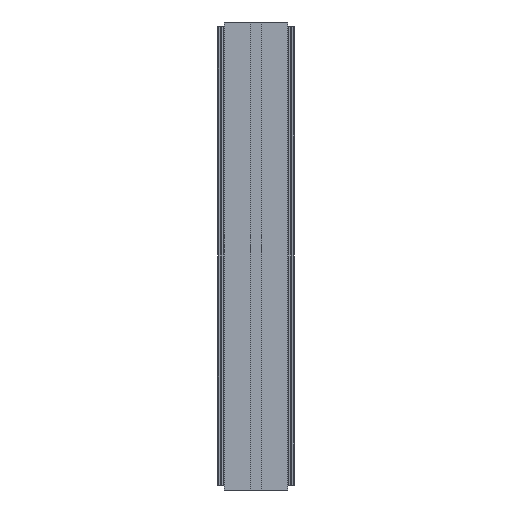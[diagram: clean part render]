
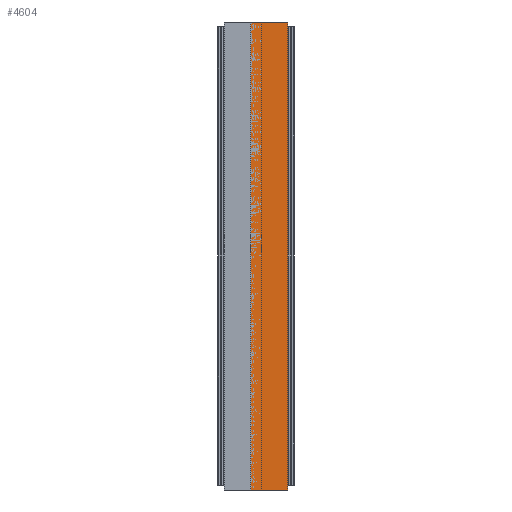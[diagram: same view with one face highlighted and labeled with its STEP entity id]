
A CAD part, front view. The second image highlights one B-rep face of the part: STEP entity #4604.
In plain terms, the highlighted planar face has unit normal (0, -1, 0).
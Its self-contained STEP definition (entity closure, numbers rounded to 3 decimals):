
#4333=DIRECTION('',(0.,0.,1.));
#4334=VECTOR('',#4333,193.7);
#4335=CARTESIAN_POINT('',(-1225.,0.,-96.85));
#4336=LINE('',#4335,#4334);
#4367=DIRECTION('',(1.,0.,0.));
#4368=VECTOR('',#4367,2450.);
#4369=CARTESIAN_POINT('',(-1225.,0.,96.85));
#4370=LINE('',#4369,#4368);
#4409=DIRECTION('',(-1.,0.,0.));
#4410=VECTOR('',#4409,2450.);
#4411=CARTESIAN_POINT('',(1225.,0.,-96.85));
#4412=LINE('',#4411,#4410);
#4417=DIRECTION('',(0.,0.,1.));
#4418=VECTOR('',#4417,193.7);
#4419=CARTESIAN_POINT('',(1225.,0.,-96.85));
#4420=LINE('',#4419,#4418);
#4421=CARTESIAN_POINT('',(1225.,0.,-96.85));
#4422=CARTESIAN_POINT('',(-1225.,0.,-96.85));
#4423=VERTEX_POINT('',#4421);
#4424=VERTEX_POINT('',#4422);
#4433=CARTESIAN_POINT('',(-1225.,0.,96.85));
#4434=VERTEX_POINT('',#4433);
#4441=CARTESIAN_POINT('',(1225.,0.,96.85));
#4442=VERTEX_POINT('',#4441);
#4593=CARTESIAN_POINT('',(1225.,0.,96.85));
#4594=DIRECTION('',(0.,1.,0.));
#4595=DIRECTION('',(0.,0.,1.));
#4596=AXIS2_PLACEMENT_3D('',#4593,#4594,#4595);
#4597=PLANE('',#4596);
#4598=ORIENTED_EDGE('',*,*,#4476,.T.);
#4599=ORIENTED_EDGE('',*,*,#4501,.T.);
#4600=ORIENTED_EDGE('',*,*,#4523,.F.);
#4601=ORIENTED_EDGE('',*,*,#4586,.T.);
#4602=EDGE_LOOP('',(#4598,#4599,#4600,#4601));
#4603=FACE_OUTER_BOUND('',#4602,.F.);
#4604=ADVANCED_FACE('',(#4603),#4597,.F.);
#4476=EDGE_CURVE('',#4424,#4434,#4336,.T.);
#4501=EDGE_CURVE('',#4434,#4442,#4370,.T.);
#4523=EDGE_CURVE('',#4423,#4442,#4420,.T.);
#4586=EDGE_CURVE('',#4423,#4424,#4412,.T.);
